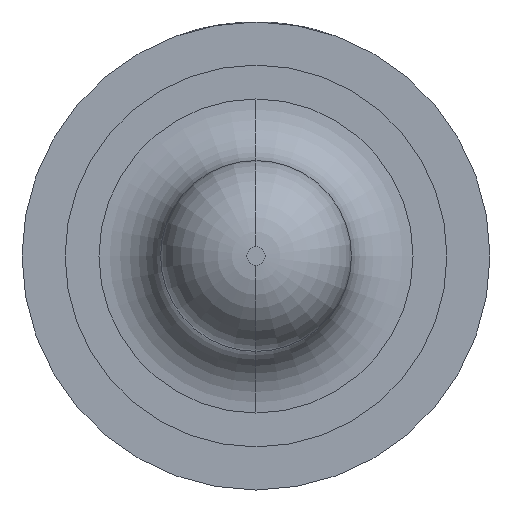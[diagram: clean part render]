
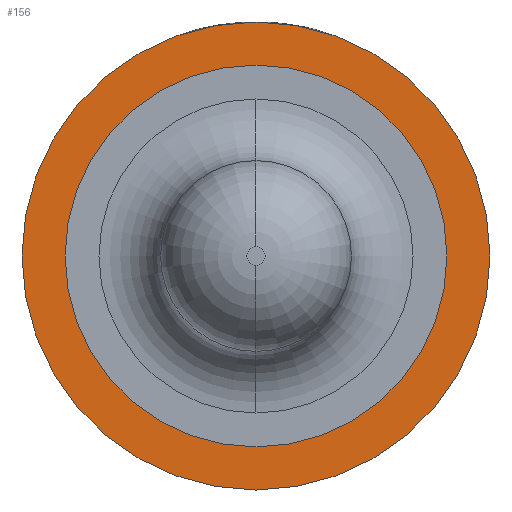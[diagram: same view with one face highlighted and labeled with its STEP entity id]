
A CAD part, left-side view. The second image highlights one B-rep face of the part: STEP entity #156.
In plain terms, the highlighted planar face has unit normal (-1, 0, 0).
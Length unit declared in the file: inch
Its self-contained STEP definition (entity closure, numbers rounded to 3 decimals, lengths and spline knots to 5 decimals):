
#21 = EDGE_CURVE ( 'NONE', #22, #23, #418, .T. ) ;
#22 = VERTEX_POINT ( 'NONE', #413 ) ;
#23 = VERTEX_POINT ( 'NONE', #412 ) ;
#29 = VERTEX_POINT ( 'NONE', #405 ) ;
#68 = ORIENTED_EDGE ( 'NONE', *, *, #247, .T. ) ;
#70 = EDGE_CURVE ( 'NONE', #29, #248, #392, .T. ) ;
#152 = ORIENTED_EDGE ( 'NONE', *, *, #21, .F. ) ;
#153 = ORIENTED_EDGE ( 'NONE', *, *, #70, .T. ) ;
#155 = ORIENTED_EDGE ( 'NONE', *, *, #380, .F. ) ;
#156 = ADVANCED_FACE ( 'NONE', ( #539, #538 ), #537, .F. ) ;
#174 = EDGE_LOOP ( 'NONE', ( #152, #155 ) ) ;
#247 = EDGE_CURVE ( 'NONE', #248, #29, #834, .T. ) ;
#248 = VERTEX_POINT ( 'NONE', #829 ) ;
#380 = EDGE_CURVE ( 'NONE', #23, #22, #816, .T. ) ;
#381 = EDGE_LOOP ( 'NONE', ( #68, #153 ) ) ;
#389 = DIRECTION ( 'NONE',  ( 0., 0., 1. ) ) ;
#390 = DIRECTION ( 'NONE',  ( -1., 0., 0. ) ) ;
#391 = AXIS2_PLACEMENT_3D ( 'NONE', #396, #390, #389 ) ;
#392 = CIRCLE ( 'NONE', #391, 0.019 ) ;
#396 = CARTESIAN_POINT ( 'NONE',  ( 0.26, 0., 0. ) ) ;
#405 = CARTESIAN_POINT ( 'NONE',  ( 0.26, 0., -0.019 ) ) ;
#412 = CARTESIAN_POINT ( 'NONE',  ( 0.26, 0., -0.0155 ) ) ;
#413 = CARTESIAN_POINT ( 'NONE',  ( 0.26, 0., 0.0155 ) ) ;
#414 = DIRECTION ( 'NONE',  ( 0., 0., 1. ) ) ;
#415 = DIRECTION ( 'NONE',  ( -1., 0., 0. ) ) ;
#416 = CARTESIAN_POINT ( 'NONE',  ( 0.26, 0., 0. ) ) ;
#417 = AXIS2_PLACEMENT_3D ( 'NONE', #416, #415, #414 ) ;
#418 = CIRCLE ( 'NONE', #417, 0.0155 ) ;
#500 = DIRECTION ( 'NONE',  ( 0., 0., -1. ) ) ;
#501 = DIRECTION ( 'NONE',  ( 1., 0., 0. ) ) ;
#502 = AXIS2_PLACEMENT_3D ( 'NONE', #536, #501, #500 ) ;
#536 = CARTESIAN_POINT ( 'NONE',  ( 0.26, 0.0155, 0. ) ) ;
#537 = PLANE ( 'NONE',  #502 ) ;
#538 = FACE_OUTER_BOUND ( 'NONE', #381, .T. ) ;
#539 = FACE_BOUND ( 'NONE', #174, .T. ) ;
#808 = DIRECTION ( 'NONE',  ( 0., 0., 1. ) ) ;
#809 = DIRECTION ( 'NONE',  ( -1., 0., 0. ) ) ;
#810 = CARTESIAN_POINT ( 'NONE',  ( 0.26, 0., 0. ) ) ;
#811 = AXIS2_PLACEMENT_3D ( 'NONE', #810, #809, #808 ) ;
#816 = CIRCLE ( 'NONE', #811, 0.0155 ) ;
#829 = CARTESIAN_POINT ( 'NONE',  ( 0.26, 0., 0.019 ) ) ;
#830 = DIRECTION ( 'NONE',  ( 0., 0., 1. ) ) ;
#831 = DIRECTION ( 'NONE',  ( -1., 0., 0. ) ) ;
#832 = CARTESIAN_POINT ( 'NONE',  ( 0.26, 0., 0. ) ) ;
#833 = AXIS2_PLACEMENT_3D ( 'NONE', #832, #831, #830 ) ;
#834 = CIRCLE ( 'NONE', #833, 0.019 ) ;
